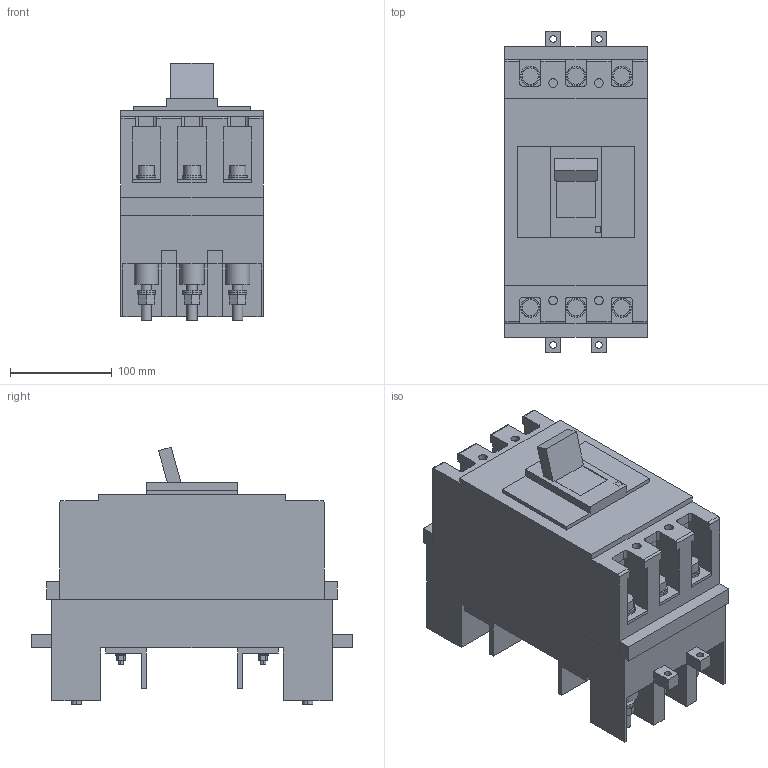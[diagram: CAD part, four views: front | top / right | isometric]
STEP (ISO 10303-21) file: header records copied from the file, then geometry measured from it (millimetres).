
FILE_DESCRIPTION (( 'STEP AP214' ), '1' );
FILE_NAME ('PS400NF3MB.STEP', '2023-03-10T03:51:13', ( 'CAD' ), ( '' ), 'SwSTEP 2.0', 'SolidWorks 2015', '' );
FILE_SCHEMA (( 'AUTOMOTIVE_DESIGN' ));
Length unit declared in the file: millimetre
Products named in the file (1): PS400NF3MB
Bounding box: 140 x 316 x 253.6 mm (x, y, z)
Volume: 5789191.1 mm3; surface area: 559108.9 mm2
Topology: 60 solids, 60 shells, 693 faces, 1556 edges, 1028 vertices
Faces by surface type: plane 409, cylinder 284
Entity records: 23701 total; most frequent: DIRECTION 3512, CARTESIAN_POINT 3278, ORIENTED_EDGE 3112, EDGE_CURVE 1556, AXIS2_PLACEMENT_3D 1262, VERTEX_POINT 1028, LINE 988, VECTOR 988
